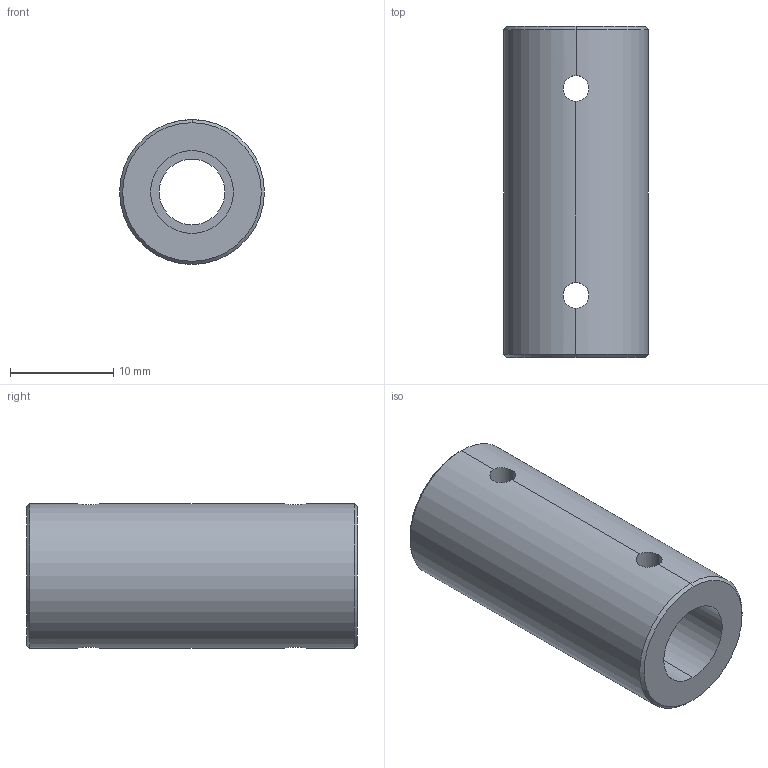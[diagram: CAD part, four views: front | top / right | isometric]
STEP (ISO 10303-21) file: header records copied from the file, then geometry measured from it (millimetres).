
FILE_DESCRIPTION (( 'STEP AP203' ), '1' );
FILE_NAME ('cnc_turning2.STEP', '2026-02-20T10:35:46', ( '' ), ( '' ), 'SwSTEP 2.0', 'SolidWorks 2025', '' );
FILE_SCHEMA (( 'CONFIG_CONTROL_DESIGN' ));
Length unit declared in the file: millimetre
Products named in the file (1): cnc_turning2
Bounding box: 14 x 32 x 14 mm (x, y, z)
Volume: 3543.6 mm3; surface area: 2426.9 mm2
Topology: 1 solids, 1 shells, 21 faces, 74 edges, 48 vertices
Faces by surface type: cylinder 14, cone 4, plane 3
Entity records: 1149 total; most frequent: CARTESIAN_POINT 468, ORIENTED_EDGE 148, DIRECTION 102, EDGE_CURVE 74, VERTEX_POINT 48, AXIS2_PLACEMENT_3D 38, B_SPLINE_CURVE_WITH_KNOTS 32, VECTOR 26
